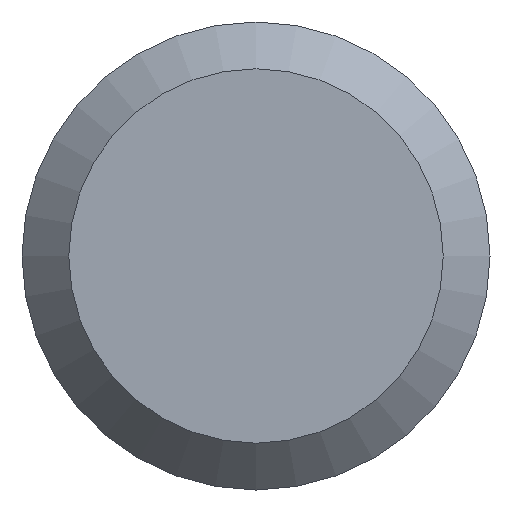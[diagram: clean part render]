
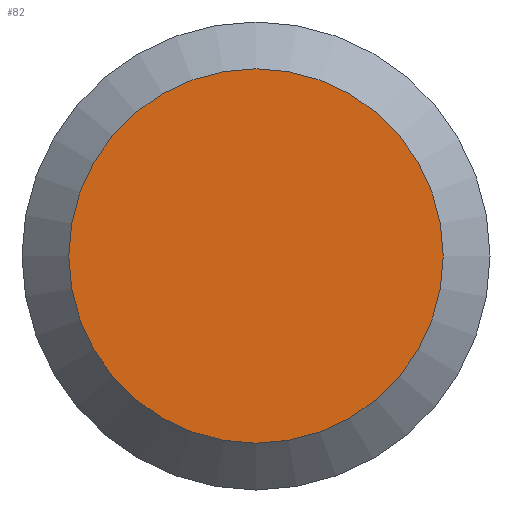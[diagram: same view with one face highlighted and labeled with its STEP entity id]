
A CAD part, front view. The second image highlights one B-rep face of the part: STEP entity #82.
In plain terms, the highlighted planar face has unit normal (0, -1, 0).
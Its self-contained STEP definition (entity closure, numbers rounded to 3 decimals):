
#14=PLANE('',#112);
#19=FACE_OUTER_BOUND('',#24,.T.);
#24=EDGE_LOOP('',(#65));
#34=CIRCLE('',#107,1.2);
#41=VERTEX_POINT('',#148);
#47=EDGE_CURVE('',#41,#41,#34,.T.);
#65=ORIENTED_EDGE('',*,*,#47,.F.);
#82=ADVANCED_FACE('',(#19),#14,.F.);
#107=AXIS2_PLACEMENT_3D('',#150,#123,#124);
#112=AXIS2_PLACEMENT_3D('',#158,#134,#135);
#123=DIRECTION('center_axis',(0.,1.,0.));
#124=DIRECTION('ref_axis',(1.,0.,0.));
#134=DIRECTION('center_axis',(0.,1.,0.));
#135=DIRECTION('ref_axis',(0.,0.,1.));
#148=CARTESIAN_POINT('',(-1.2,-33.,0.));
#150=CARTESIAN_POINT('Origin',(0.,-33.,0.));
#158=CARTESIAN_POINT('Origin',(0.,-33.,0.));
